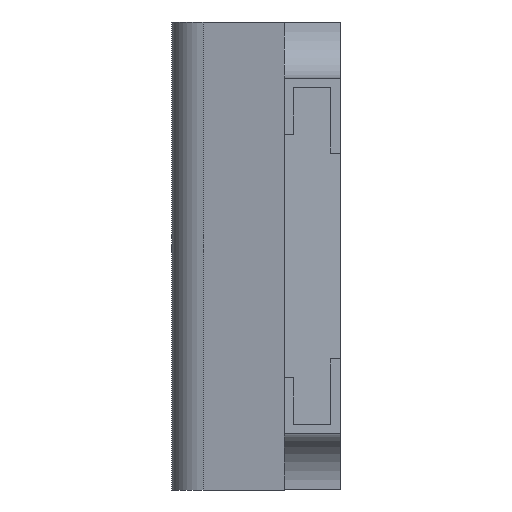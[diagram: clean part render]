
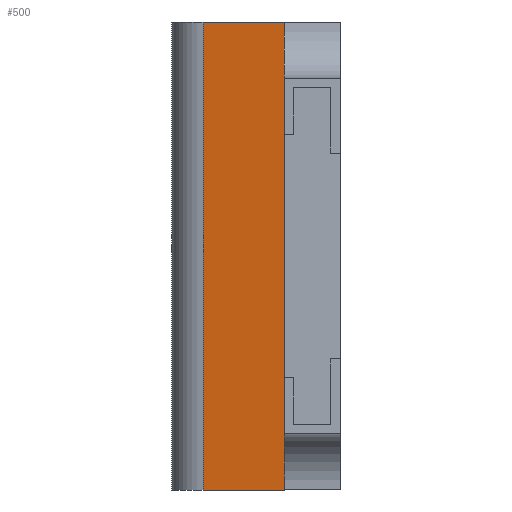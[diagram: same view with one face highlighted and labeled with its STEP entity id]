
A CAD part, left-side view. The second image highlights one B-rep face of the part: STEP entity #500.
In plain terms, the highlighted planar face has unit normal (-0.986, 0.164, 0).
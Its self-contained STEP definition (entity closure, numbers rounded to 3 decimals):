
#12 = CARTESIAN_POINT ( 'NONE',  ( -0.65, 0.15, 0.625 ) ) ;
#330 = EDGE_CURVE ( 'NONE', #640, #1936, #3023, .T. ) ;
#361 = VERTEX_POINT ( 'NONE', #4340 ) ;
#500 = ADVANCED_FACE ( 'NONE', ( #1746 ), #1804, .F. ) ;
#595 = LINE ( 'NONE', #1627, #5857 ) ;
#611 = CARTESIAN_POINT ( 'NONE',  ( -0.614, 0.366, 0.625 ) ) ;
#640 = VERTEX_POINT ( 'NONE', #12 ) ;
#681 = DIRECTION ( 'NONE',  ( 0.164, 0.986, 0. ) ) ;
#761 = CARTESIAN_POINT ( 'NONE',  ( -0.65, 0.15, 1.959 ) ) ;
#768 = EDGE_CURVE ( 'NONE', #640, #3926, #5306, .T. ) ;
#1113 = VECTOR ( 'NONE', #2580, 1000. ) ;
#1256 = CARTESIAN_POINT ( 'NONE',  ( -0.614, 0.366, 1.959 ) ) ;
#1499 = EDGE_LOOP ( 'NONE', ( #2737, #4038, #5804, #5389 ) ) ;
#1627 = CARTESIAN_POINT ( 'NONE',  ( -0.614, 0.366, -0.625 ) ) ;
#1686 = DIRECTION ( 'NONE',  ( 0.164, 0.986, 0. ) ) ;
#1746 = FACE_OUTER_BOUND ( 'NONE', #1499, .T. ) ;
#1804 = PLANE ( 'NONE',  #4287 ) ;
#1936 = VERTEX_POINT ( 'NONE', #611 ) ;
#2580 = DIRECTION ( 'NONE',  ( 0., 0., -1. ) ) ;
#2737 = ORIENTED_EDGE ( 'NONE', *, *, #768, .F. ) ;
#2787 = DIRECTION ( 'NONE',  ( 0., 0., -1. ) ) ;
#3023 = LINE ( 'NONE', #4407, #3536 ) ;
#3174 = CARTESIAN_POINT ( 'NONE',  ( -0.614, 0.366, 1.959 ) ) ;
#3247 = LINE ( 'NONE', #1256, #5849 ) ;
#3536 = VECTOR ( 'NONE', #681, 1000. ) ;
#3652 = DIRECTION ( 'NONE',  ( 0.986, -0.164, 0. ) ) ;
#3877 = CARTESIAN_POINT ( 'NONE',  ( -0.65, 0.15, -0.625 ) ) ;
#3926 = VERTEX_POINT ( 'NONE', #3877 ) ;
#4038 = ORIENTED_EDGE ( 'NONE', *, *, #330, .T. ) ;
#4287 = AXIS2_PLACEMENT_3D ( 'NONE', #3174, #3652, #1686 ) ;
#4340 = CARTESIAN_POINT ( 'NONE',  ( -0.614, 0.366, -0.625 ) ) ;
#4407 = CARTESIAN_POINT ( 'NONE',  ( -0.614, 0.366, 0.625 ) ) ;
#4542 = EDGE_CURVE ( 'NONE', #3926, #361, #595, .T. ) ;
#5116 = EDGE_CURVE ( 'NONE', #1936, #361, #3247, .T. ) ;
#5306 = LINE ( 'NONE', #761, #1113 ) ;
#5329 = DIRECTION ( 'NONE',  ( 0.164, 0.986, 0. ) ) ;
#5389 = ORIENTED_EDGE ( 'NONE', *, *, #4542, .F. ) ;
#5804 = ORIENTED_EDGE ( 'NONE', *, *, #5116, .T. ) ;
#5849 = VECTOR ( 'NONE', #2787, 1000. ) ;
#5857 = VECTOR ( 'NONE', #5329, 1000. ) ;
